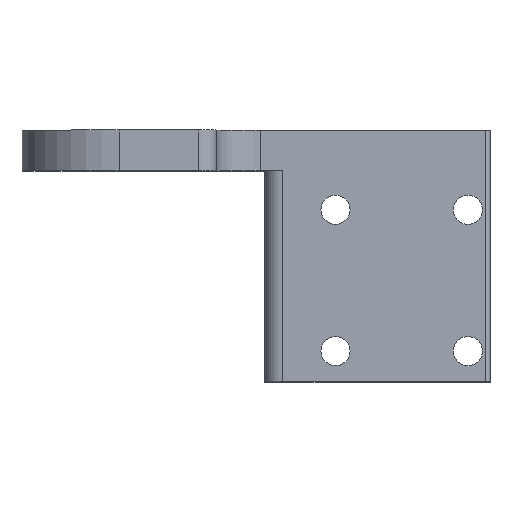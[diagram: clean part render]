
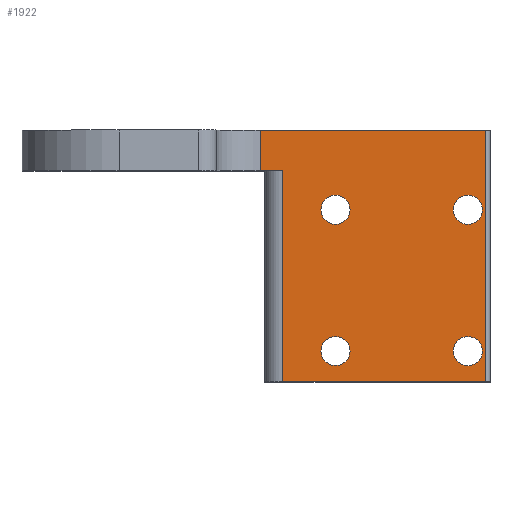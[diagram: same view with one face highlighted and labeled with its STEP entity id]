
A CAD part, top view. The second image highlights one B-rep face of the part: STEP entity #1922.
In plain terms, the highlighted planar face has unit normal (0, 0, 1).
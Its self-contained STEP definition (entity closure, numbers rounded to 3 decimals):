
#4 = FACE_BOUND ( 'NONE', #619, .T. ) ;
#22 = PLANE ( 'NONE',  #1418 ) ;
#27 = AXIS2_PLACEMENT_3D ( 'NONE', #1986, #2369, #2360 ) ;
#40 = DIRECTION ( 'NONE',  ( 1., 0., 0. ) ) ;
#53 = LINE ( 'NONE', #1358, #1651 ) ;
#59 = CARTESIAN_POINT ( 'NONE',  ( 24.5, -8., 11.5 ) ) ;
#79 = CARTESIAN_POINT ( 'NONE',  ( 24.5, 8., 11.5 ) ) ;
#103 = EDGE_LOOP ( 'NONE', ( #1501, #1117, #261, #806, #323, #2398 ) ) ;
#204 = CARTESIAN_POINT ( 'NONE',  ( 42., 17., 11.5 ) ) ;
#205 = AXIS2_PLACEMENT_3D ( 'NONE', #59, #1926, #1764 ) ;
#244 = ORIENTED_EDGE ( 'NONE', *, *, #662, .T. ) ;
#256 = CIRCLE ( 'NONE', #1437, 1.65 ) ;
#261 = ORIENTED_EDGE ( 'NONE', *, *, #1054, .T. ) ;
#267 = CARTESIAN_POINT ( 'NONE',  ( 22.85, 8., 11.5 ) ) ;
#281 = FACE_BOUND ( 'NONE', #1465, .T. ) ;
#323 = ORIENTED_EDGE ( 'NONE', *, *, #2041, .T. ) ;
#347 = DIRECTION ( 'NONE',  ( 0., 1., 0. ) ) ;
#370 = LINE ( 'NONE', #873, #2114 ) ;
#380 = VERTEX_POINT ( 'NONE', #2165 ) ;
#434 = CARTESIAN_POINT ( 'NONE',  ( 41.5, 17., 11.5 ) ) ;
#452 = VERTEX_POINT ( 'NONE', #1156 ) ;
#458 = VERTEX_POINT ( 'NONE', #267 ) ;
#494 = DIRECTION ( 'NONE',  ( -1., 0., 0. ) ) ;
#500 = CARTESIAN_POINT ( 'NONE',  ( 18.5, -11.5, 11.5 ) ) ;
#507 = DIRECTION ( 'NONE',  ( 0., 1., 0. ) ) ;
#516 = EDGE_CURVE ( 'NONE', #458, #1814, #1489, .T. ) ;
#548 = AXIS2_PLACEMENT_3D ( 'NONE', #79, #780, #977 ) ;
#603 = DIRECTION ( 'NONE',  ( 0., 0., -1. ) ) ;
#612 = DIRECTION ( 'NONE',  ( -1., 0., 0. ) ) ;
#618 = CARTESIAN_POINT ( 'NONE',  ( 41.15, -8., 11.5 ) ) ;
#619 = EDGE_LOOP ( 'NONE', ( #1495, #244 ) ) ;
#630 = DIRECTION ( 'NONE',  ( 0., 0., -1. ) ) ;
#662 = EDGE_CURVE ( 'NONE', #892, #2322, #1688, .T. ) ;
#675 = CIRCLE ( 'NONE', #1876, 1.65 ) ;
#756 = AXIS2_PLACEMENT_3D ( 'NONE', #1025, #1422, #1609 ) ;
#774 = EDGE_CURVE ( 'NONE', #1899, #1516, #2063, .T. ) ;
#779 = AXIS2_PLACEMENT_3D ( 'NONE', #2107, #603, #1545 ) ;
#780 = DIRECTION ( 'NONE',  ( 0., 0., -1. ) ) ;
#806 = ORIENTED_EDGE ( 'NONE', *, *, #774, .F. ) ;
#814 = CARTESIAN_POINT ( 'NONE',  ( 42., 17., 11.5 ) ) ;
#850 = CIRCLE ( 'NONE', #1256, 1.65 ) ;
#870 = ORIENTED_EDGE ( 'NONE', *, *, #1525, .T. ) ;
#873 = CARTESIAN_POINT ( 'NONE',  ( 41.5, 17., 11.5 ) ) ;
#892 = VERTEX_POINT ( 'NONE', #940 ) ;
#920 = EDGE_CURVE ( 'NONE', #1091, #1129, #675, .T. ) ;
#929 = DIRECTION ( 'NONE',  ( 0., 0., -1. ) ) ;
#940 = CARTESIAN_POINT ( 'NONE',  ( 26.15, -8., 11.5 ) ) ;
#951 = EDGE_LOOP ( 'NONE', ( #2101, #2248 ) ) ;
#952 = VERTEX_POINT ( 'NONE', #2263 ) ;
#977 = DIRECTION ( 'NONE',  ( -1., 0., 0. ) ) ;
#992 = DIRECTION ( 'NONE',  ( -1., 0., 0. ) ) ;
#1011 = CIRCLE ( 'NONE', #779, 1.65 ) ;
#1025 = CARTESIAN_POINT ( 'NONE',  ( 24.5, 8., 11.5 ) ) ;
#1029 = CARTESIAN_POINT ( 'NONE',  ( 39.5, 8., 11.5 ) ) ;
#1030 = VERTEX_POINT ( 'NONE', #434 ) ;
#1054 = EDGE_CURVE ( 'NONE', #1030, #1516, #1562, .T. ) ;
#1091 = VERTEX_POINT ( 'NONE', #618 ) ;
#1094 = VERTEX_POINT ( 'NONE', #1354 ) ;
#1117 = ORIENTED_EDGE ( 'NONE', *, *, #1298, .F. ) ;
#1118 = CARTESIAN_POINT ( 'NONE',  ( 39.5, -8., 11.5 ) ) ;
#1129 = VERTEX_POINT ( 'NONE', #2169 ) ;
#1138 = LINE ( 'NONE', #1961, #2032 ) ;
#1145 = EDGE_CURVE ( 'NONE', #380, #1094, #256, .T. ) ;
#1156 = CARTESIAN_POINT ( 'NONE',  ( 41.5, -11.5, 11.5 ) ) ;
#1187 = EDGE_LOOP ( 'NONE', ( #1973, #2301 ) ) ;
#1239 = CARTESIAN_POINT ( 'NONE',  ( 16., 17., 11.5 ) ) ;
#1256 = AXIS2_PLACEMENT_3D ( 'NONE', #1590, #630, #612 ) ;
#1268 = CARTESIAN_POINT ( 'NONE',  ( 26.15, 8., 11.5 ) ) ;
#1298 = EDGE_CURVE ( 'NONE', #1030, #452, #370, .T. ) ;
#1322 = DIRECTION ( 'NONE',  ( 0., 0., -1. ) ) ;
#1347 = FACE_OUTER_BOUND ( 'NONE', #103, .T. ) ;
#1354 = CARTESIAN_POINT ( 'NONE',  ( 37.85, 8., 11.5 ) ) ;
#1358 = CARTESIAN_POINT ( 'NONE',  ( -11., 12.4, 11.5 ) ) ;
#1371 = CARTESIAN_POINT ( 'NONE',  ( 22.85, -8., 11.5 ) ) ;
#1418 = AXIS2_PLACEMENT_3D ( 'NONE', #204, #929, #2246 ) ;
#1422 = DIRECTION ( 'NONE',  ( 0., 0., -1. ) ) ;
#1437 = AXIS2_PLACEMENT_3D ( 'NONE', #1029, #2154, #494 ) ;
#1461 = EDGE_CURVE ( 'NONE', #2322, #892, #2034, .T. ) ;
#1464 = CARTESIAN_POINT ( 'NONE',  ( 16., 17., 11.5 ) ) ;
#1465 = EDGE_LOOP ( 'NONE', ( #2336, #870 ) ) ;
#1471 = DIRECTION ( 'NONE',  ( 0., -1., 0. ) ) ;
#1476 = CARTESIAN_POINT ( 'NONE',  ( 18.5, 17., 11.5 ) ) ;
#1489 = CIRCLE ( 'NONE', #548, 1.65 ) ;
#1495 = ORIENTED_EDGE ( 'NONE', *, *, #1461, .T. ) ;
#1501 = ORIENTED_EDGE ( 'NONE', *, *, #1512, .T. ) ;
#1512 = EDGE_CURVE ( 'NONE', #1724, #452, #1138, .T. ) ;
#1516 = VERTEX_POINT ( 'NONE', #1239 ) ;
#1525 = EDGE_CURVE ( 'NONE', #1814, #458, #1558, .T. ) ;
#1545 = DIRECTION ( 'NONE',  ( -1., 0., 0. ) ) ;
#1558 = CIRCLE ( 'NONE', #756, 1.65 ) ;
#1562 = LINE ( 'NONE', #814, #2208 ) ;
#1588 = VECTOR ( 'NONE', #507, 1000. ) ;
#1590 = CARTESIAN_POINT ( 'NONE',  ( 39.5, -8., 11.5 ) ) ;
#1600 = DIRECTION ( 'NONE',  ( 1., 0., 0. ) ) ;
#1609 = DIRECTION ( 'NONE',  ( -1., 0., 0. ) ) ;
#1618 = LINE ( 'NONE', #1476, #1588 ) ;
#1651 = VECTOR ( 'NONE', #40, 1000. ) ;
#1688 = CIRCLE ( 'NONE', #27, 1.65 ) ;
#1724 = VERTEX_POINT ( 'NONE', #500 ) ;
#1734 = DIRECTION ( 'NONE',  ( -1., 0., 0. ) ) ;
#1764 = DIRECTION ( 'NONE',  ( -1., 0., 0. ) ) ;
#1794 = FACE_BOUND ( 'NONE', #1187, .T. ) ;
#1814 = VERTEX_POINT ( 'NONE', #1268 ) ;
#1827 = EDGE_CURVE ( 'NONE', #1724, #952, #1618, .T. ) ;
#1876 = AXIS2_PLACEMENT_3D ( 'NONE', #1118, #1322, #1734 ) ;
#1899 = VERTEX_POINT ( 'NONE', #2195 ) ;
#1922 = ADVANCED_FACE ( 'NONE', ( #1794, #4, #281, #2029, #1347 ), #22, .F. ) ;
#1926 = DIRECTION ( 'NONE',  ( 0., 0., -1. ) ) ;
#1951 = EDGE_CURVE ( 'NONE', #1094, #380, #1011, .T. ) ;
#1961 = CARTESIAN_POINT ( 'NONE',  ( 42., -11.5, 11.5 ) ) ;
#1973 = ORIENTED_EDGE ( 'NONE', *, *, #1951, .T. ) ;
#1986 = CARTESIAN_POINT ( 'NONE',  ( 24.5, -8., 11.5 ) ) ;
#2029 = FACE_BOUND ( 'NONE', #951, .T. ) ;
#2032 = VECTOR ( 'NONE', #1600, 1000. ) ;
#2034 = CIRCLE ( 'NONE', #205, 1.65 ) ;
#2041 = EDGE_CURVE ( 'NONE', #1899, #952, #53, .T. ) ;
#2059 = EDGE_CURVE ( 'NONE', #1129, #1091, #850, .T. ) ;
#2063 = LINE ( 'NONE', #1464, #2375 ) ;
#2101 = ORIENTED_EDGE ( 'NONE', *, *, #2059, .T. ) ;
#2107 = CARTESIAN_POINT ( 'NONE',  ( 39.5, 8., 11.5 ) ) ;
#2114 = VECTOR ( 'NONE', #1471, 1000. ) ;
#2154 = DIRECTION ( 'NONE',  ( 0., 0., -1. ) ) ;
#2165 = CARTESIAN_POINT ( 'NONE',  ( 41.15, 8., 11.5 ) ) ;
#2169 = CARTESIAN_POINT ( 'NONE',  ( 37.85, -8., 11.5 ) ) ;
#2195 = CARTESIAN_POINT ( 'NONE',  ( 16., 12.4, 11.5 ) ) ;
#2208 = VECTOR ( 'NONE', #992, 1000. ) ;
#2246 = DIRECTION ( 'NONE',  ( 1., 0., 0. ) ) ;
#2248 = ORIENTED_EDGE ( 'NONE', *, *, #920, .T. ) ;
#2263 = CARTESIAN_POINT ( 'NONE',  ( 18.5, 12.4, 11.5 ) ) ;
#2301 = ORIENTED_EDGE ( 'NONE', *, *, #1145, .T. ) ;
#2322 = VERTEX_POINT ( 'NONE', #1371 ) ;
#2336 = ORIENTED_EDGE ( 'NONE', *, *, #516, .T. ) ;
#2360 = DIRECTION ( 'NONE',  ( -1., 0., 0. ) ) ;
#2369 = DIRECTION ( 'NONE',  ( 0., 0., -1. ) ) ;
#2375 = VECTOR ( 'NONE', #347, 1000. ) ;
#2398 = ORIENTED_EDGE ( 'NONE', *, *, #1827, .F. ) ;
